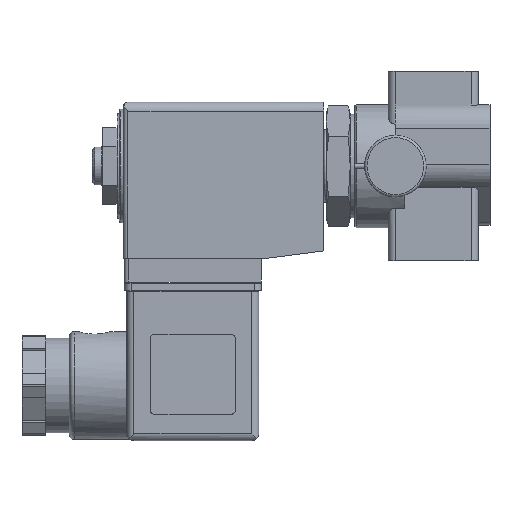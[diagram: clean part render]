
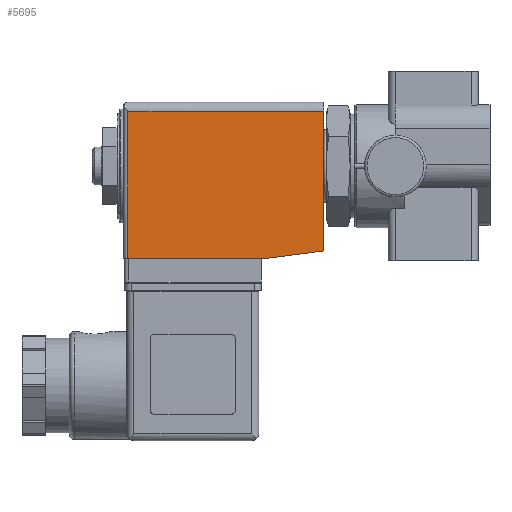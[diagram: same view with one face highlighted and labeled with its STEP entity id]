
A CAD part, left-side view. The second image highlights one B-rep face of the part: STEP entity #5695.
In plain terms, the highlighted planar face has unit normal (-1, 0, 0).
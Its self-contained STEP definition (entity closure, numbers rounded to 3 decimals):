
#141=PLANE('',#6642);
#640=LINE('',#9371,#1178);
#641=LINE('',#9374,#1179);
#642=LINE('',#9376,#1180);
#643=LINE('',#9378,#1181);
#644=LINE('',#9380,#1182);
#1178=VECTOR('',#7528,1000.);
#1179=VECTOR('',#7529,1000.);
#1180=VECTOR('',#7530,1000.);
#1181=VECTOR('',#7531,1000.);
#1182=VECTOR('',#7532,1000.);
#2033=ORIENTED_EDGE('',*,*,#3462,.T.);
#2034=ORIENTED_EDGE('',*,*,#3463,.F.);
#2035=ORIENTED_EDGE('',*,*,#3464,.F.);
#2036=ORIENTED_EDGE('',*,*,#3465,.F.);
#2037=ORIENTED_EDGE('',*,*,#3466,.T.);
#3462=EDGE_CURVE('',#4218,#4219,#640,.T.);
#3463=EDGE_CURVE('',#4220,#4219,#641,.T.);
#3464=EDGE_CURVE('',#4221,#4220,#642,.T.);
#3465=EDGE_CURVE('',#4222,#4221,#643,.T.);
#3466=EDGE_CURVE('',#4222,#4218,#644,.F.);
#4218=VERTEX_POINT('',#9372);
#4219=VERTEX_POINT('',#9373);
#4220=VERTEX_POINT('',#9375);
#4221=VERTEX_POINT('',#9377);
#4222=VERTEX_POINT('',#9379);
#4781=EDGE_LOOP('',(#2033,#2034,#2035,#2036,#2037));
#5216=FACE_BOUND('',#4781,.T.);
#5695=ADVANCED_FACE('',(#5216),#141,.F.);
#6642=AXIS2_PLACEMENT_3D('',#9370,#7526,#7527);
#7526=DIRECTION('',(1.,0.,0.));
#7527=DIRECTION('',(0.,0.,-1.));
#7528=DIRECTION('',(0.,0.,-1.));
#7529=DIRECTION('',(0.,1.,0.));
#7530=DIRECTION('',(0.,0.992,-0.129));
#7531=DIRECTION('',(0.,0.,-1.));
#7532=DIRECTION('',(0.,-1.,0.));
#9370=CARTESIAN_POINT('',(-15.,41.4,12.5));
#9371=CARTESIAN_POINT('',(-15.,41.4,20.));
#9372=CARTESIAN_POINT('',(-15.,41.4,11.5));
#9373=CARTESIAN_POINT('',(-15.,41.4,-19.5));
#9374=CARTESIAN_POINT('',(-15.,12.1,-19.5));
#9375=CARTESIAN_POINT('',(-15.,12.1,-19.5));
#9376=CARTESIAN_POINT('',(-15.,0.,-17.93));
#9377=CARTESIAN_POINT('',(-15.,0.,-17.93));
#9378=CARTESIAN_POINT('',(-15.,0.,13.5));
#9379=CARTESIAN_POINT('',(-15.,0.,11.5));
#9380=CARTESIAN_POINT('',(-15.,44.,11.5));
